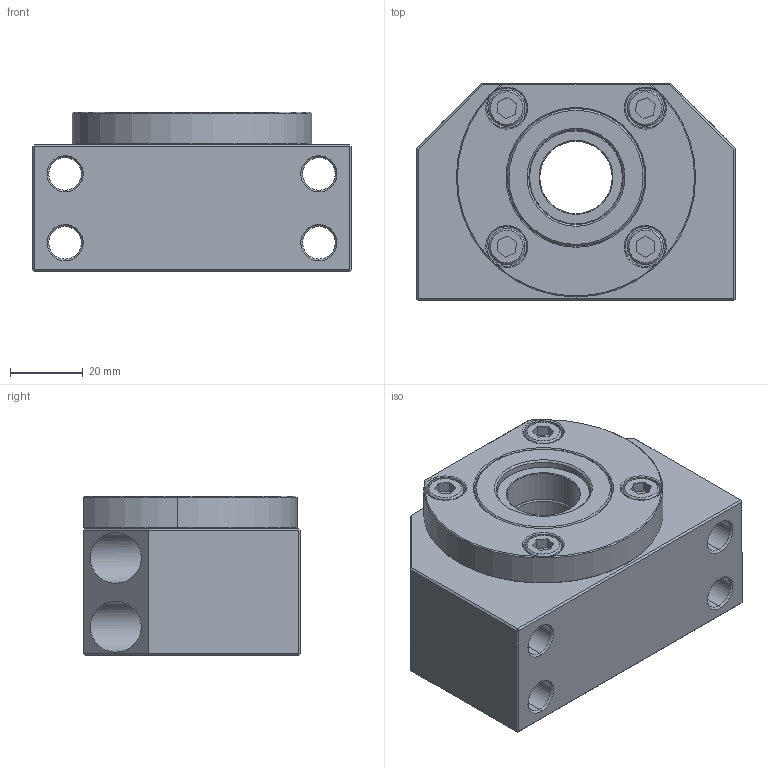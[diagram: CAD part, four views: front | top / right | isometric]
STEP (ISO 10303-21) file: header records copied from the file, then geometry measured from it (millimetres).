
FILE_DESCRIPTION (( 'STEP AP203' ), '1' );
FILE_NAME ('BK 20.STEP', '2014-10-23T09:34:30', ( 'star' ), ( '' ), 'SwSTEP 2.0', 'SolidWorks 2013', '' );
FILE_SCHEMA (( 'CONFIG_CONTROL_DESIGN' ));
Length unit declared in the file: millimetre
Products named in the file (7): M6X10; BK 20 COLLAR; #7004(20X42X12); BK 20 BLOCK; BK 20 OILSEAL; BK 20 COVER; BK 20
Assembly tree (12 placements, depth 2):
  BK 20
    M6X10  x4
    BK 20 COLLAR  x2
    #7004(20X42X12)  x2
    BK 20 BLOCK
    BK 20 OILSEAL  x2
    BK 20 COVER
Bounding box: 88 x 60 x 44 mm (x, y, z)
Volume: 156208.5 mm3; surface area: 63517.9 mm2
Topology: 12 solids, 12 shells, 490 faces, 1392 edges, 836 vertices
Faces by surface type: plane 151, bspline 126, cylinder 107, cone 90, torus 16
Entity records: 19757 total; most frequent: CARTESIAN_POINT 10571, ORIENTED_EDGE 1844, DIRECTION 1544, EDGE_CURVE 922, VERTEX_POINT 592, AXIS2_PLACEMENT_3D 577, EDGE_LOOP 416, VECTOR 390
